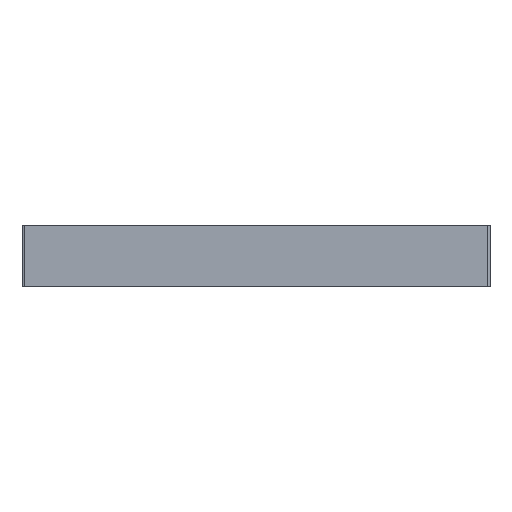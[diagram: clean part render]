
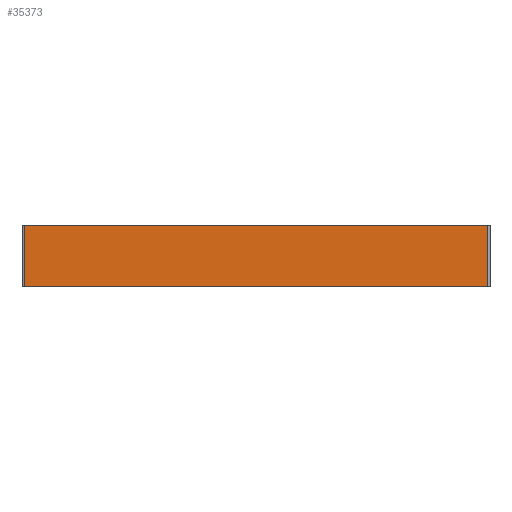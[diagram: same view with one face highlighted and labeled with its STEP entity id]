
A CAD part, left-side view. The second image highlights one B-rep face of the part: STEP entity #35373.
In plain terms, the highlighted planar face has unit normal (-1, 0, 0).
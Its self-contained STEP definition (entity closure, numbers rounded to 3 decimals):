
#9367 = PLANE('',#9368);
#9368 = AXIS2_PLACEMENT_3D('',#9369,#9370,#9371);
#9369 = CARTESIAN_POINT('',(0.,0.,0.));
#9370 = DIRECTION('',(0.,0.,1.));
#9371 = DIRECTION('',(1.,0.,0.));
#29511 = EDGE_CURVE('',#29512,#29514,#29516,.T.);
#29512 = VERTEX_POINT('',#29513);
#29513 = CARTESIAN_POINT('',(-57.,56.5,0.));
#29514 = VERTEX_POINT('',#29515);
#29515 = CARTESIAN_POINT('',(-57.,-56.5,0.));
#29516 = SURFACE_CURVE('',#29517,(#29521,#29528),.PCURVE_S1.);
#29517 = LINE('',#29518,#29519);
#29518 = CARTESIAN_POINT('',(-57.,56.5,0.));
#29519 = VECTOR('',#29520,1.);
#29520 = DIRECTION('',(0.,-1.,0.));
#29521 = PCURVE('',#9367,#29522);
#29522 = DEFINITIONAL_REPRESENTATION('',(#29523),#29527);
#29523 = LINE('',#29524,#29525);
#29524 = CARTESIAN_POINT('',(-57.,56.5));
#29525 = VECTOR('',#29526,1.);
#29526 = DIRECTION('',(0.,-1.));
#29527 = ( GEOMETRIC_REPRESENTATION_CONTEXT(2) 
PARAMETRIC_REPRESENTATION_CONTEXT() REPRESENTATION_CONTEXT('2D SPACE',''
  ) );
#29528 = PCURVE('',#29529,#29534);
#29529 = PLANE('',#29530);
#29530 = AXIS2_PLACEMENT_3D('',#29531,#29532,#29533);
#29531 = CARTESIAN_POINT('',(-57.,56.5,0.));
#29532 = DIRECTION('',(-1.,0.,0.));
#29533 = DIRECTION('',(0.,-1.,0.));
#29534 = DEFINITIONAL_REPRESENTATION('',(#29535),#29539);
#29535 = LINE('',#29536,#29537);
#29536 = CARTESIAN_POINT('',(0.,0.));
#29537 = VECTOR('',#29538,1.);
#29538 = DIRECTION('',(1.,0.));
#29539 = ( GEOMETRIC_REPRESENTATION_CONTEXT(2) 
PARAMETRIC_REPRESENTATION_CONTEXT() REPRESENTATION_CONTEXT('2D SPACE',''
  ) );
#29558 = CYLINDRICAL_SURFACE('',#29559,0.5);
#29559 = AXIS2_PLACEMENT_3D('',#29560,#29561,#29562);
#29560 = CARTESIAN_POINT('',(-56.5,-56.5,0.));
#29561 = DIRECTION('',(0.,0.,1.));
#29562 = DIRECTION('',(1.,0.,0.));
#29727 = CYLINDRICAL_SURFACE('',#29728,0.5);
#29728 = AXIS2_PLACEMENT_3D('',#29729,#29730,#29731);
#29729 = CARTESIAN_POINT('',(-56.5,56.5,0.));
#29730 = DIRECTION('',(0.,0.,1.));
#29731 = DIRECTION('',(1.,0.,0.));
#35373 = ADVANCED_FACE('',(#35374),#29529,.T.);
#35374 = FACE_BOUND('',#35375,.T.);
#35375 = EDGE_LOOP('',(#35376,#35399,#35427,#35448));
#35376 = ORIENTED_EDGE('',*,*,#35377,.T.);
#35377 = EDGE_CURVE('',#29512,#35378,#35380,.T.);
#35378 = VERTEX_POINT('',#35379);
#35379 = CARTESIAN_POINT('',(-57.,56.5,-15.));
#35380 = SURFACE_CURVE('',#35381,(#35385,#35392),.PCURVE_S1.);
#35381 = LINE('',#35382,#35383);
#35382 = CARTESIAN_POINT('',(-57.,56.5,0.));
#35383 = VECTOR('',#35384,1.);
#35384 = DIRECTION('',(0.,0.,-1.));
#35385 = PCURVE('',#29529,#35386);
#35386 = DEFINITIONAL_REPRESENTATION('',(#35387),#35391);
#35387 = LINE('',#35388,#35389);
#35388 = CARTESIAN_POINT('',(0.,0.));
#35389 = VECTOR('',#35390,1.);
#35390 = DIRECTION('',(0.,-1.));
#35391 = ( GEOMETRIC_REPRESENTATION_CONTEXT(2) 
PARAMETRIC_REPRESENTATION_CONTEXT() REPRESENTATION_CONTEXT('2D SPACE',''
  ) );
#35392 = PCURVE('',#29727,#35393);
#35393 = DEFINITIONAL_REPRESENTATION('',(#35394),#35398);
#35394 = LINE('',#35395,#35396);
#35395 = CARTESIAN_POINT('',(3.142,0.));
#35396 = VECTOR('',#35397,1.);
#35397 = DIRECTION('',(0.,-1.));
#35398 = ( GEOMETRIC_REPRESENTATION_CONTEXT(2) 
PARAMETRIC_REPRESENTATION_CONTEXT() REPRESENTATION_CONTEXT('2D SPACE',''
  ) );
#35399 = ORIENTED_EDGE('',*,*,#35400,.T.);
#35400 = EDGE_CURVE('',#35378,#35401,#35403,.T.);
#35401 = VERTEX_POINT('',#35402);
#35402 = CARTESIAN_POINT('',(-57.,-56.5,-15.));
#35403 = SURFACE_CURVE('',#35404,(#35408,#35415),.PCURVE_S1.);
#35404 = LINE('',#35405,#35406);
#35405 = CARTESIAN_POINT('',(-57.,56.5,-15.));
#35406 = VECTOR('',#35407,1.);
#35407 = DIRECTION('',(0.,-1.,0.));
#35408 = PCURVE('',#29529,#35409);
#35409 = DEFINITIONAL_REPRESENTATION('',(#35410),#35414);
#35410 = LINE('',#35411,#35412);
#35411 = CARTESIAN_POINT('',(0.,-15.));
#35412 = VECTOR('',#35413,1.);
#35413 = DIRECTION('',(1.,0.));
#35414 = ( GEOMETRIC_REPRESENTATION_CONTEXT(2) 
PARAMETRIC_REPRESENTATION_CONTEXT() REPRESENTATION_CONTEXT('2D SPACE',''
  ) );
#35415 = PCURVE('',#35416,#35421);
#35416 = PLANE('',#35417);
#35417 = AXIS2_PLACEMENT_3D('',#35418,#35419,#35420);
#35418 = CARTESIAN_POINT('',(0.,0.,-15.));
#35419 = DIRECTION('',(0.,0.,1.));
#35420 = DIRECTION('',(1.,0.,0.));
#35421 = DEFINITIONAL_REPRESENTATION('',(#35422),#35426);
#35422 = LINE('',#35423,#35424);
#35423 = CARTESIAN_POINT('',(-57.,56.5));
#35424 = VECTOR('',#35425,1.);
#35425 = DIRECTION('',(0.,-1.));
#35426 = ( GEOMETRIC_REPRESENTATION_CONTEXT(2) 
PARAMETRIC_REPRESENTATION_CONTEXT() REPRESENTATION_CONTEXT('2D SPACE',''
  ) );
#35427 = ORIENTED_EDGE('',*,*,#35428,.F.);
#35428 = EDGE_CURVE('',#29514,#35401,#35429,.T.);
#35429 = SURFACE_CURVE('',#35430,(#35434,#35441),.PCURVE_S1.);
#35430 = LINE('',#35431,#35432);
#35431 = CARTESIAN_POINT('',(-57.,-56.5,0.));
#35432 = VECTOR('',#35433,1.);
#35433 = DIRECTION('',(0.,0.,-1.));
#35434 = PCURVE('',#29529,#35435);
#35435 = DEFINITIONAL_REPRESENTATION('',(#35436),#35440);
#35436 = LINE('',#35437,#35438);
#35437 = CARTESIAN_POINT('',(113.,0.));
#35438 = VECTOR('',#35439,1.);
#35439 = DIRECTION('',(0.,-1.));
#35440 = ( GEOMETRIC_REPRESENTATION_CONTEXT(2) 
PARAMETRIC_REPRESENTATION_CONTEXT() REPRESENTATION_CONTEXT('2D SPACE',''
  ) );
#35441 = PCURVE('',#29558,#35442);
#35442 = DEFINITIONAL_REPRESENTATION('',(#35443),#35447);
#35443 = LINE('',#35444,#35445);
#35444 = CARTESIAN_POINT('',(3.142,0.));
#35445 = VECTOR('',#35446,1.);
#35446 = DIRECTION('',(0.,-1.));
#35447 = ( GEOMETRIC_REPRESENTATION_CONTEXT(2) 
PARAMETRIC_REPRESENTATION_CONTEXT() REPRESENTATION_CONTEXT('2D SPACE',''
  ) );
#35448 = ORIENTED_EDGE('',*,*,#29511,.F.);
